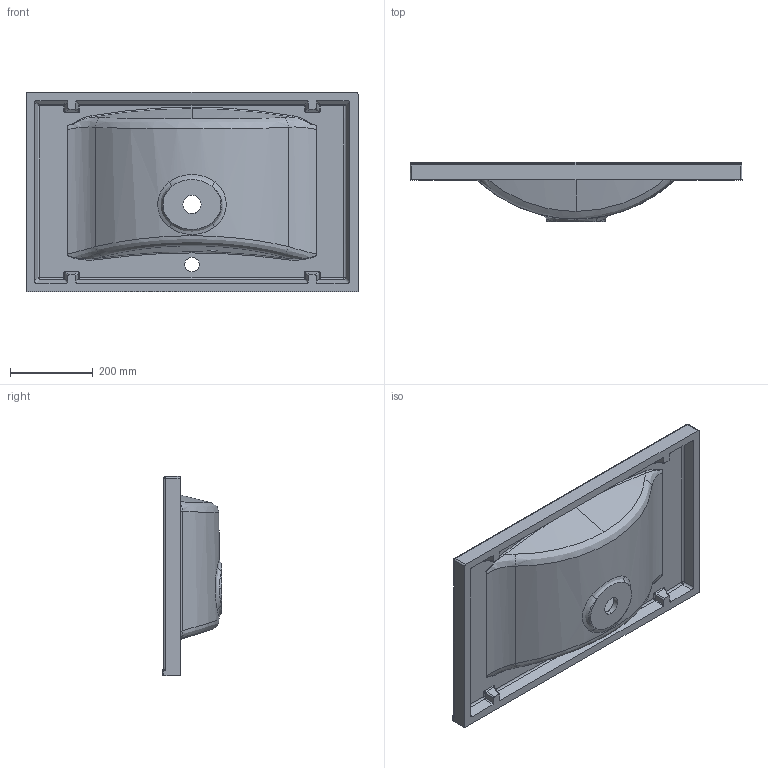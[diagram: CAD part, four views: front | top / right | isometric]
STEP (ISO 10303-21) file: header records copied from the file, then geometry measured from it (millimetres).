
FILE_DESCRIPTION (( 'STEP AP203' ), '1' );
FILE_NAME ('6229110811.step', '2020-12-18T12:31:53', ( 'admin' ), ( '' ), 'SwSTEP 2.0', 'SolidWorks 2019', '' );
FILE_SCHEMA (( 'CONFIG_CONTROL_DESIGN' ));
Length unit declared in the file: millimetre
Products named in the file (1): 6229110811
Bounding box: 800.39 x 143 x 479.99 mm (x, y, z)
Volume: 8247091 mm3; surface area: 1084519.3 mm2
Topology: 1 solids, 1 shells, 178 faces, 433 edges, 252 vertices
Faces by surface type: cylinder 67, bspline 63, plane 33, torus 6, cone 5, sphere 4
Entity records: 10501 total; most frequent: CARTESIAN_POINT 6891, ORIENTED_EDGE 848, DIRECTION 601, EDGE_CURVE 424, VERTEX_POINT 252, AXIS2_PLACEMENT_3D 226, EDGE_LOOP 188, ADVANCED_FACE 178
